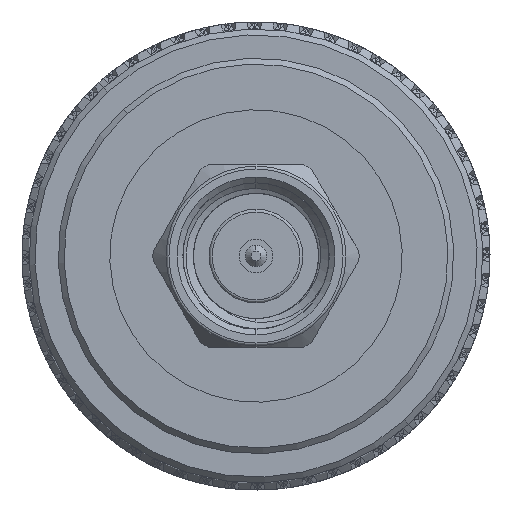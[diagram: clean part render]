
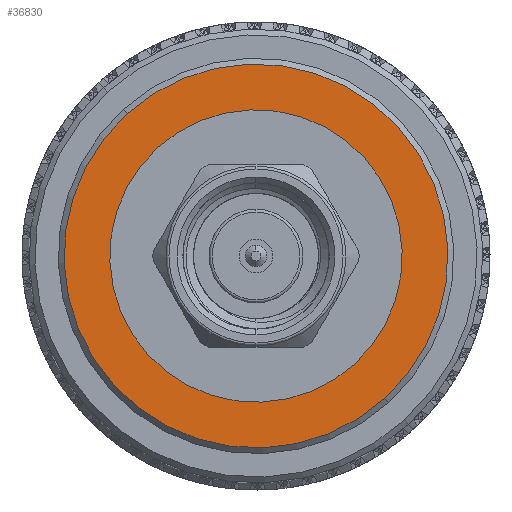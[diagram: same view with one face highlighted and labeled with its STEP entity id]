
A CAD part, left-side view. The second image highlights one B-rep face of the part: STEP entity #36830.
In plain terms, the highlighted face is planar.
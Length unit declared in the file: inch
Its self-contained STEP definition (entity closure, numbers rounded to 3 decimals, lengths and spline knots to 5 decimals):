
#4506 = ORIENTED_EDGE ( 'NONE', *, *, #7747, .F. ) ;
#4802 = ORIENTED_EDGE ( 'NONE', *, *, #95804, .F. ) ;
#6614 = DIRECTION ( 'NONE',  ( 0., 1., 0. ) ) ;
#7747 = EDGE_CURVE ( 'NONE', #32666, #87971, #71929, .T. ) ;
#7948 = CARTESIAN_POINT ( 'NONE',  ( 0.67383, 0.25, 0. ) ) ;
#10566 = DIRECTION ( 'NONE',  ( 0., 1., 0. ) ) ;
#12379 = EDGE_LOOP ( 'NONE', ( #4506, #4802 ) ) ;
#13468 = ORIENTED_EDGE ( 'NONE', *, *, #76918, .T. ) ;
#14082 = CARTESIAN_POINT ( 'NONE',  ( 0.67383, 0.33809, 0. ) ) ;
#18051 = CARTESIAN_POINT ( 'NONE',  ( 0.67383, 0., 0. ) ) ;
#18158 = CARTESIAN_POINT ( 'NONE',  ( 0.67383, 0.32809, 0. ) ) ;
#19566 = DIRECTION ( 'NONE',  ( 1., 0., 0. ) ) ;
#20203 = DIRECTION ( 'NONE',  ( 1., 0., 0. ) ) ;
#20807 = ORIENTED_EDGE ( 'NONE', *, *, #96127, .T. ) ;
#21778 = AXIS2_PLACEMENT_3D ( 'NONE', #43958, #20203, #51614 ) ;
#25636 = CIRCLE ( 'NONE', #55168, 0.32809 ) ;
#27076 = VERTEX_POINT ( 'NONE', #38682 ) ;
#32666 = VERTEX_POINT ( 'NONE', #7948 ) ;
#36383 = CARTESIAN_POINT ( 'NONE',  ( 0.67383, 0., 0. ) ) ;
#36830 = ADVANCED_FACE ( 'NONE', ( #84744, #46410 ), #59844, .T. ) ;
#38513 = AXIS2_PLACEMENT_3D ( 'NONE', #14082, #98478, #90779 ) ;
#38682 = CARTESIAN_POINT ( 'NONE',  ( 0.67383, -0.32809, 0. ) ) ;
#43958 = CARTESIAN_POINT ( 'NONE',  ( 0.67383, 0., 0. ) ) ;
#46410 = FACE_OUTER_BOUND ( 'NONE', #75064, .T. ) ;
#51614 = DIRECTION ( 'NONE',  ( 0., 1., 0. ) ) ;
#55168 = AXIS2_PLACEMENT_3D ( 'NONE', #18051, #95715, #94739 ) ;
#59577 = AXIS2_PLACEMENT_3D ( 'NONE', #62662, #19566, #10566 ) ;
#59844 = PLANE ( 'NONE',  #38513 ) ;
#60034 = DIRECTION ( 'NONE',  ( 1., 0., 0. ) ) ;
#60071 = VERTEX_POINT ( 'NONE', #18158 ) ;
#62662 = CARTESIAN_POINT ( 'NONE',  ( 0.67383, 0., 0. ) ) ;
#66305 = CARTESIAN_POINT ( 'NONE',  ( 0.67383, -0.25, 0. ) ) ;
#69674 = CIRCLE ( 'NONE', #83180, 0.25 ) ;
#71929 = CIRCLE ( 'NONE', #59577, 0.25 ) ;
#74462 = CIRCLE ( 'NONE', #21778, 0.32809 ) ;
#75064 = EDGE_LOOP ( 'NONE', ( #20807, #13468 ) ) ;
#76918 = EDGE_CURVE ( 'NONE', #60071, #27076, #25636, .T. ) ;
#83180 = AXIS2_PLACEMENT_3D ( 'NONE', #36383, #60034, #6614 ) ;
#84744 = FACE_BOUND ( 'NONE', #12379, .T. ) ;
#87971 = VERTEX_POINT ( 'NONE', #66305 ) ;
#90779 = DIRECTION ( 'NONE',  ( 0., 1., 0. ) ) ;
#94739 = DIRECTION ( 'NONE',  ( 0., 1., 0. ) ) ;
#95715 = DIRECTION ( 'NONE',  ( 1., 0., 0. ) ) ;
#95804 = EDGE_CURVE ( 'NONE', #87971, #32666, #69674, .T. ) ;
#96127 = EDGE_CURVE ( 'NONE', #27076, #60071, #74462, .T. ) ;
#98478 = DIRECTION ( 'NONE',  ( 1., 0., 0. ) ) ;
